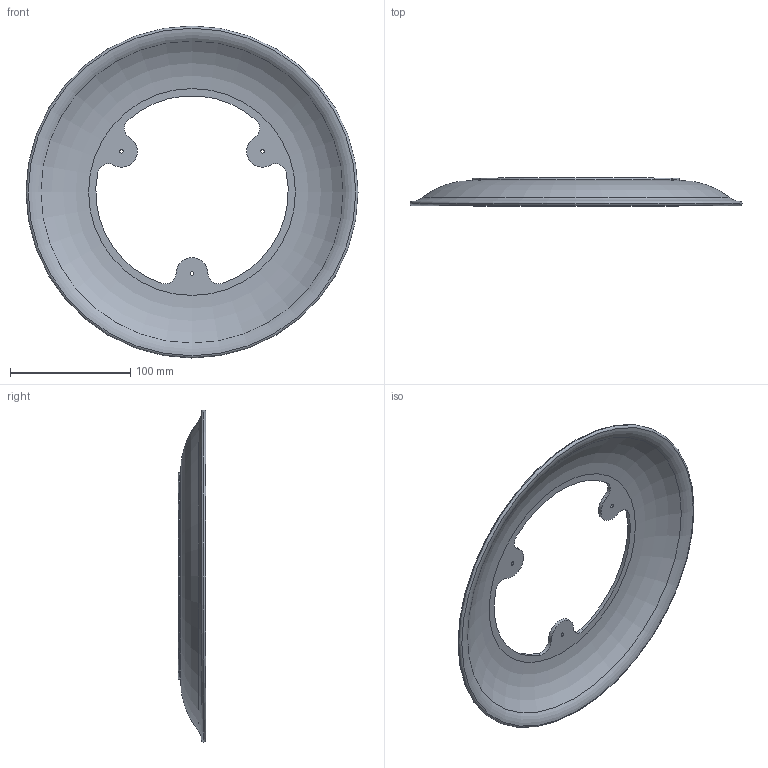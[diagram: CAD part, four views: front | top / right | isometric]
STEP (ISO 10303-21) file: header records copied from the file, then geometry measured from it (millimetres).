
FILE_DESCRIPTION(/* description */ (''),/* implementation_level */ '2;1');
FILE_NAME(/* name */ 'ShieldPlate.stp.step',/* time_stamp */ '2022-07-24T08:43:24+02:00',/* author */ (''),/* organization */ (''),/* preprocessor_version */ 'ST-DEVELOPER v19',/* originating_system */ 'Autodesk Translation Framework v11.7.0.108',/* authorisation */ '');
FILE_SCHEMA (('AUTOMOTIVE_DESIGN { 1 0 10303 214 3 1 1 }'));
Length unit declared in the file: millimetre
Products named in the file (2): Royal Melamine plate (Makro); Plate
Assembly tree (1 placements, depth 2):
  Royal Melamine plate (Makro)
    Plate
Bounding box: 275.99 x 23 x 275.99 mm (x, y, z)
Volume: 152012.7 mm3; surface area: 94275.1 mm2
Topology: 1 solids, 1 shells, 34 faces, 87 edges, 56 vertices
Faces by surface type: cylinder 16, plane 9, torus 9
Full cylindrical faces by diameter (mm): 3 x3, 172 x1
Entity records: 1132 total; most frequent: DIRECTION 214, CARTESIAN_POINT 180, ORIENTED_EDGE 174, AXIS2_PLACEMENT_3D 90, EDGE_CURVE 87, VERTEX_POINT 56, CIRCLE 53, EDGE_LOOP 43
